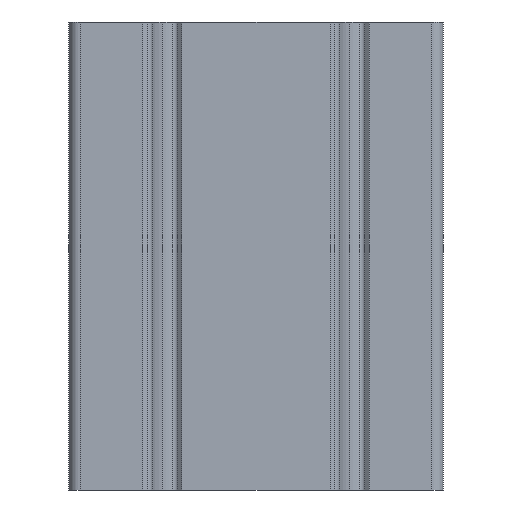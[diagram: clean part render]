
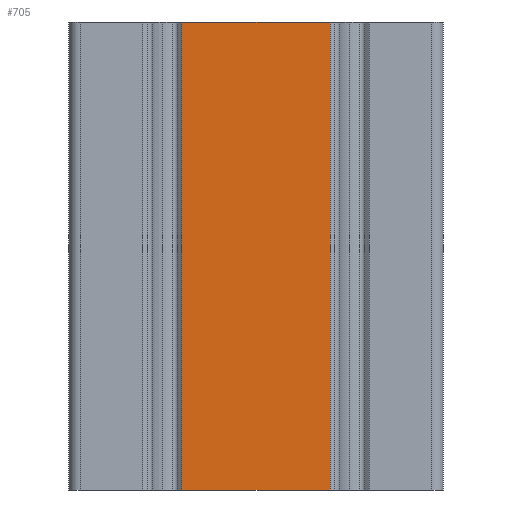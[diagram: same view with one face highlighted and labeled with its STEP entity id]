
A CAD part, left-side view. The second image highlights one B-rep face of the part: STEP entity #705.
In plain terms, the highlighted planar face has unit normal (-1, 0, 0).
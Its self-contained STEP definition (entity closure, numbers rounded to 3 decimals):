
#306 = LINE ( 'NONE', #307, #1885 ) ;
#307 = CARTESIAN_POINT ( 'NONE',  ( 58.518, 188.721, 100. ) ) ;
#308 = DIRECTION ( 'NONE',  ( 0., -1., 0. ) ) ;
#705 = ADVANCED_FACE ( 'NONE', ( #5949 ), #5951, .F. ) ;
#1023 = ORIENTED_EDGE ( 'NONE', *, *, #7435, .T. ) ;
#1024 = ORIENTED_EDGE ( 'NONE', *, *, #7305, .F. ) ;
#1025 = ORIENTED_EDGE ( 'NONE', *, *, #5689, .F. ) ;
#1026 = ORIENTED_EDGE ( 'NONE', *, *, #7306, .T. ) ;
#1548 = AXIS2_PLACEMENT_3D ( 'NONE', #5932, #5955, #5956 ) ;
#1885 = VECTOR ( 'NONE', #308, 1000. ) ;
#2843 = VECTOR ( 'NONE', #3837, 1000. ) ;
#2844 = VECTOR ( 'NONE', #3840, 1000. ) ;
#3009 = VECTOR ( 'NONE', #4227, 1000. ) ;
#3827 = LINE ( 'NONE', #3835, #2843 ) ;
#3830 = LINE ( 'NONE', #3838, #2844 ) ;
#3835 = CARTESIAN_POINT ( 'NONE',  ( 58.518, 157.024, 100. ) ) ;
#3837 = DIRECTION ( 'NONE',  ( 0., 0., -1. ) ) ;
#3838 = CARTESIAN_POINT ( 'NONE',  ( 58.518, 188.721, 100. ) ) ;
#3840 = DIRECTION ( 'NONE',  ( 0., 0., -1. ) ) ;
#4225 = LINE ( 'NONE', #4226, #3009 ) ;
#4226 = CARTESIAN_POINT ( 'NONE',  ( 58.518, 188.721, 0. ) ) ;
#4227 = DIRECTION ( 'NONE',  ( 0., -1., 0. ) ) ;
#4398 = CARTESIAN_POINT ( 'NONE',  ( 58.518, 157.024, 100. ) ) ;
#4696 = CARTESIAN_POINT ( 'NONE',  ( 58.518, 157.024, 0. ) ) ;
#4803 = CARTESIAN_POINT ( 'NONE',  ( 58.518, 188.721, 0. ) ) ;
#4842 = CARTESIAN_POINT ( 'NONE',  ( 58.518, 188.721, 100. ) ) ;
#5689 = EDGE_CURVE ( 'NONE', #8166, #7720, #306, .T. ) ;
#5932 = CARTESIAN_POINT ( 'NONE',  ( 58.518, 188.721, 100. ) ) ;
#5949 = FACE_OUTER_BOUND ( 'NONE', #7182, .T. ) ;
#5951 = PLANE ( 'NONE',  #1548 ) ;
#5955 = DIRECTION ( 'NONE',  ( 1., 0., 0. ) ) ;
#5956 = DIRECTION ( 'NONE',  ( 0., 0., -1. ) ) ;
#7182 = EDGE_LOOP ( 'NONE', ( #1023, #1024, #1025, #1026 ) ) ;
#7305 = EDGE_CURVE ( 'NONE', #7720, #8020, #3827, .T. ) ;
#7306 = EDGE_CURVE ( 'NONE', #8166, #8127, #3830, .T. ) ;
#7435 = EDGE_CURVE ( 'NONE', #8127, #8020, #4225, .T. ) ;
#7720 = VERTEX_POINT ( 'NONE', #4398 ) ;
#8020 = VERTEX_POINT ( 'NONE', #4696 ) ;
#8127 = VERTEX_POINT ( 'NONE', #4803 ) ;
#8166 = VERTEX_POINT ( 'NONE', #4842 ) ;
